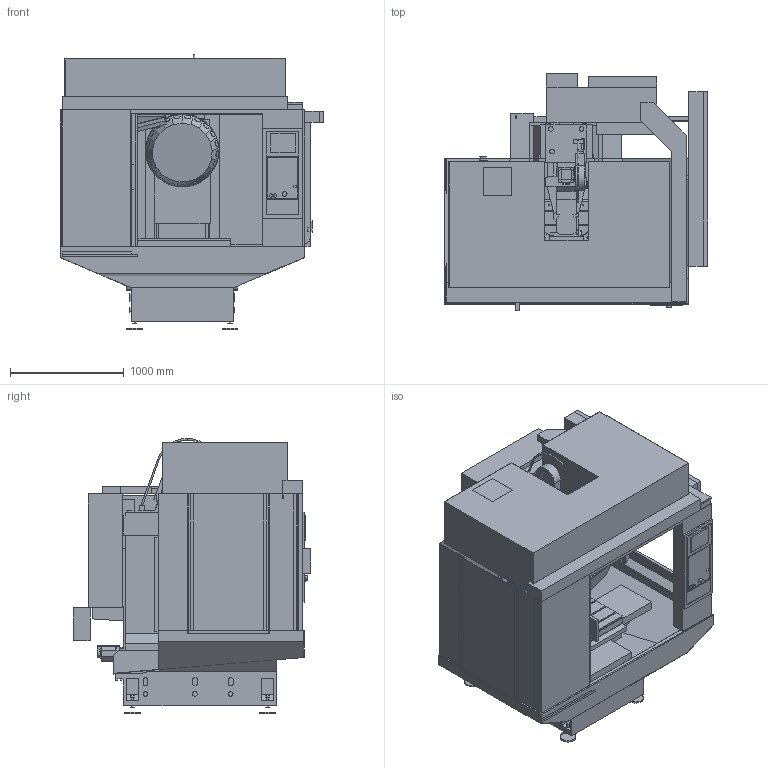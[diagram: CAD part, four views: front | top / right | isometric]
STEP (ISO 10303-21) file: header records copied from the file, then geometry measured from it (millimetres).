
FILE_DESCRIPTION(('FreeCAD Model'),'2;1');
FILE_NAME('Open CASCADE Shape Model','2025-05-02T14:16:14',('FreeCAD'),( 'FreeCAD'),'Open CASCADE STEP processor 7.6','FreeCAD','Unknown');
FILE_SCHEMA(('AUTOMOTIVE_DESIGN { 1 0 10303 214 1 1 1 1 }'));
Products named in the file (1): Open CASCADE STEP translator 7.6 1
Bounding box: 2321.6 x 2086.9 x 2421.4 mm (x, y, z)
Surface area: 68213895.7 mm2 (no closed solid volume)
Topology: 0 solids, 1630 shells, 1630 faces, 8088 edges, 8001 vertices
Faces by surface type: plane 1433, cylinder 181, cone 12, torus 4
Full cylindrical faces by diameter (mm): 4.917 x14, 7 x8, 10 x1, 10.106 x8, 15 x1, 17.294 x8, 20 x1, 29 x2, 35 x5, 40 x10, 50 x6, 59.3 x2, 60 x1, 72 x1, 84 x1, 100 x1, 107.6 x1, 140 x4, 175 x1
Entity records: 84229 total; most frequent: CARTESIAN_POINT 20075, DIRECTION 12086, ORIENTED_EDGE 8175, EDGE_CURVE 8088, VERTEX_POINT 8001, LINE 7254, VECTOR 7254, AXIS2_PLACEMENT_3D 2416
